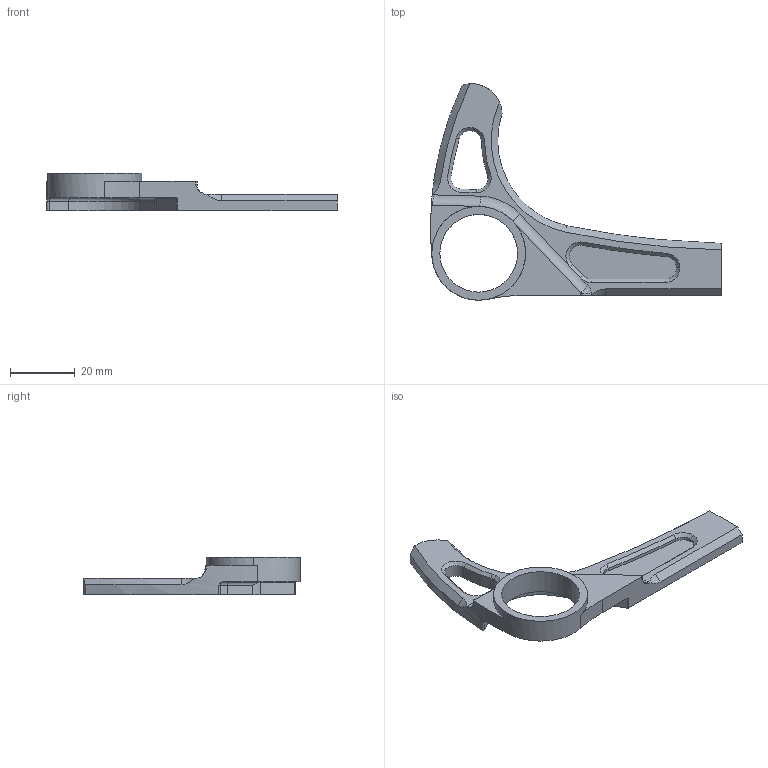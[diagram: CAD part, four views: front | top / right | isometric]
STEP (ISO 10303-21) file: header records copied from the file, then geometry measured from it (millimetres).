
FILE_DESCRIPTION (( 'STEP AP214' ), '1' );
FILE_NAME ('DR0102R.STEP', '2024-10-30T19:00:50', ( '' ), ( '' ), 'SwSTEP 2.0', 'SolidWorks 2023', '' );
FILE_SCHEMA (( 'AUTOMOTIVE_DESIGN' ));
Length unit declared in the file: millimetre
Products named in the file (1): DR0102R
Bounding box: 89.85 x 66.91 x 11.5 mm (x, y, z)
Volume: 10147.7 mm3; surface area: 6802.3 mm2
Topology: 1 solids, 1 shells, 74 faces, 189 edges, 117 vertices
Faces by surface type: cylinder 31, plane 21, cone 13, torus 6, bspline 3
Entity records: 2448 total; most frequent: CARTESIAN_POINT 594, DIRECTION 404, ORIENTED_EDGE 378, EDGE_CURVE 189, AXIS2_PLACEMENT_3D 157, VERTEX_POINT 117, VECTOR 90, LINE 90
